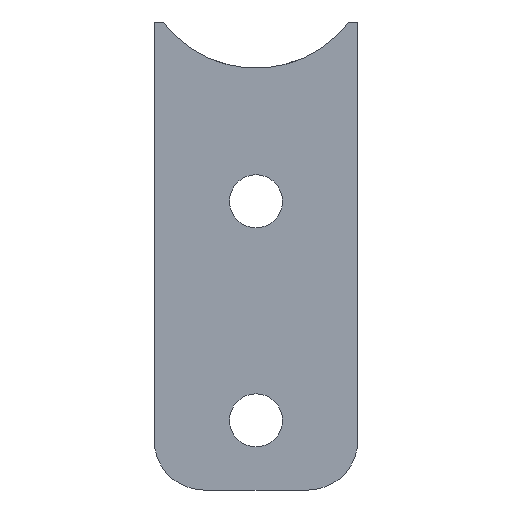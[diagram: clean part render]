
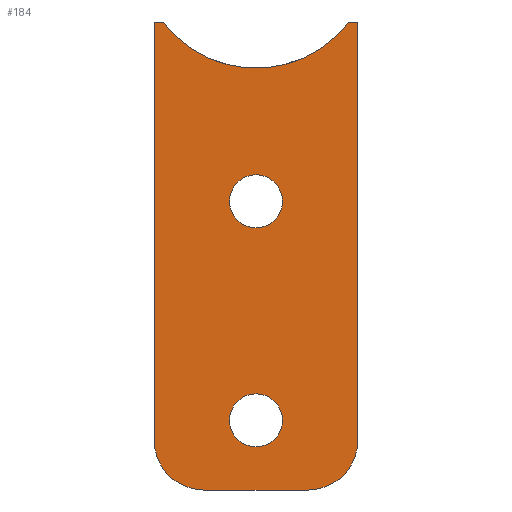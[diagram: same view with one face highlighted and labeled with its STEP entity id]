
A CAD part, front view. The second image highlights one B-rep face of the part: STEP entity #184.
In plain terms, the highlighted planar face has unit normal (0, -1, 0).
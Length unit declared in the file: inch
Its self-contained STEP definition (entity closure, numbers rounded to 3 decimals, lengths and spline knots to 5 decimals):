
#5 = VERTEX_POINT ( 'NONE', #370 ) ;
#29 = DIRECTION ( 'NONE',  ( 0., 0., -1. ) ) ;
#35 = EDGE_CURVE ( 'NONE', #672, #590, #78, .T. ) ;
#44 = DIRECTION ( 'NONE',  ( 0., -1., 0. ) ) ;
#48 = LINE ( 'NONE', #209, #60 ) ;
#50 = CARTESIAN_POINT ( 'NONE',  ( 0.51138, 0., -0.767 ) ) ;
#53 = EDGE_CURVE ( 'NONE', #350, #97, #459, .T. ) ;
#57 = VERTEX_POINT ( 'NONE', #739 ) ;
#59 = EDGE_CURVE ( 'NONE', #297, #185, #333, .T. ) ;
#60 = VECTOR ( 'NONE', #439, 39.37008 ) ;
#64 = DIRECTION ( 'NONE',  ( 0., -1., 0. ) ) ;
#78 = LINE ( 'NONE', #555, #244 ) ;
#83 = VERTEX_POINT ( 'NONE', #50 ) ;
#97 = VERTEX_POINT ( 'NONE', #647 ) ;
#99 = DIRECTION ( 'NONE',  ( 0., 0., -1. ) ) ;
#105 = CARTESIAN_POINT ( 'NONE',  ( 0.51138, 0., -2.133 ) ) ;
#136 = FACE_BOUND ( 'NONE', #362, .T. ) ;
#137 = CARTESIAN_POINT ( 'NONE',  ( 0.51138, 0., -2. ) ) ;
#151 = CIRCLE ( 'NONE', #591, 0.25 ) ;
#170 = CARTESIAN_POINT ( 'NONE',  ( 0.97701, 0., 0. ) ) ;
#178 = ORIENTED_EDGE ( 'NONE', *, *, #59, .F. ) ;
#180 = VECTOR ( 'NONE', #519, 39.37008 ) ;
#184 = ADVANCED_FACE ( 'NONE', ( #136, #204, #310 ), #670, .T. ) ;
#185 = VERTEX_POINT ( 'NONE', #614 ) ;
#186 = ORIENTED_EDGE ( 'NONE', *, *, #309, .F. ) ;
#189 = CIRCLE ( 'NONE', #406, 0.133 ) ;
#204 = FACE_BOUND ( 'NONE', #686, .T. ) ;
#209 = CARTESIAN_POINT ( 'NONE',  ( 0., 0., 0. ) ) ;
#215 = VECTOR ( 'NONE', #99, 39.37008 ) ;
#231 = EDGE_CURVE ( 'NONE', #672, #636, #151, .T. ) ;
#232 = VERTEX_POINT ( 'NONE', #618 ) ;
#239 = EDGE_CURVE ( 'NONE', #350, #57, #317, .T. ) ;
#240 = AXIS2_PLACEMENT_3D ( 'NONE', #729, #445, #512 ) ;
#244 = VECTOR ( 'NONE', #308, 39.37008 ) ;
#266 = CARTESIAN_POINT ( 'NONE',  ( 0.25, 0., -2.35 ) ) ;
#275 = LINE ( 'NONE', #568, #180 ) ;
#288 = VECTOR ( 'NONE', #658, 39.37008 ) ;
#297 = VERTEX_POINT ( 'NONE', #105 ) ;
#301 = ORIENTED_EDGE ( 'NONE', *, *, #685, .T. ) ;
#308 = DIRECTION ( 'NONE',  ( -1., 0., 0. ) ) ;
#309 = EDGE_CURVE ( 'NONE', #5, #83, #320, .T. ) ;
#310 = FACE_OUTER_BOUND ( 'NONE', #456, .T. ) ;
#317 = LINE ( 'NONE', #559, #288 ) ;
#319 = ORIENTED_EDGE ( 'NONE', *, *, #551, .F. ) ;
#320 = CIRCLE ( 'NONE', #357, 0.133 ) ;
#322 = AXIS2_PLACEMENT_3D ( 'NONE', #689, #44, #746 ) ;
#333 = CIRCLE ( 'NONE', #322, 0.133 ) ;
#335 = AXIS2_PLACEMENT_3D ( 'NONE', #137, #409, #29 ) ;
#344 = CARTESIAN_POINT ( 'NONE',  ( 0.77277, 0., -2.35 ) ) ;
#350 = VERTEX_POINT ( 'NONE', #170 ) ;
#357 = AXIS2_PLACEMENT_3D ( 'NONE', #386, #687, #633 ) ;
#362 = EDGE_LOOP ( 'NONE', ( #474, #178 ) ) ;
#367 = DIRECTION ( 'NONE',  ( 0., -1., 0. ) ) ;
#370 = CARTESIAN_POINT ( 'NONE',  ( 0.51138, 0., -1.033 ) ) ;
#379 = CARTESIAN_POINT ( 'NONE',  ( 0., 0., 0. ) ) ;
#382 = CARTESIAN_POINT ( 'NONE',  ( 0.77277, 0., -2.1 ) ) ;
#386 = CARTESIAN_POINT ( 'NONE',  ( 0.51138, 0., -0.9 ) ) ;
#391 = CARTESIAN_POINT ( 'NONE',  ( 1.02277, 0., 0. ) ) ;
#394 = AXIS2_PLACEMENT_3D ( 'NONE', #379, #367, #437 ) ;
#397 = DIRECTION ( 'NONE',  ( 0., 0., -1. ) ) ;
#406 = AXIS2_PLACEMENT_3D ( 'NONE', #630, #64, #582 ) ;
#407 = CARTESIAN_POINT ( 'NONE',  ( 0.25, 0., -2.1 ) ) ;
#409 = DIRECTION ( 'NONE',  ( 0., -1., 0. ) ) ;
#413 = EDGE_CURVE ( 'NONE', #232, #617, #275, .T. ) ;
#427 = CIRCLE ( 'NONE', #335, 0.133 ) ;
#437 = DIRECTION ( 'NONE',  ( 0., 0., -1. ) ) ;
#439 = DIRECTION ( 'NONE',  ( 1., 0., 0. ) ) ;
#440 = ORIENTED_EDGE ( 'NONE', *, *, #35, .F. ) ;
#445 = DIRECTION ( 'NONE',  ( 0., 1., 0. ) ) ;
#456 = EDGE_LOOP ( 'NONE', ( #440, #533, #319, #522, #596, #572, #718, #301 ) ) ;
#459 = CIRCLE ( 'NONE', #240, 0.5825 ) ;
#473 = EDGE_CURVE ( 'NONE', #185, #297, #427, .T. ) ;
#474 = ORIENTED_EDGE ( 'NONE', *, *, #473, .F. ) ;
#499 = DIRECTION ( 'NONE',  ( 0., 0., -1. ) ) ;
#512 = DIRECTION ( 'NONE',  ( 0., 0., -1. ) ) ;
#519 = DIRECTION ( 'NONE',  ( 0., 0., 1. ) ) ;
#522 = ORIENTED_EDGE ( 'NONE', *, *, #239, .F. ) ;
#533 = ORIENTED_EDGE ( 'NONE', *, *, #231, .T. ) ;
#551 = EDGE_CURVE ( 'NONE', #57, #636, #619, .T. ) ;
#555 = CARTESIAN_POINT ( 'NONE',  ( 0., 0., -2.35 ) ) ;
#559 = CARTESIAN_POINT ( 'NONE',  ( 0., 0., 0. ) ) ;
#563 = CARTESIAN_POINT ( 'NONE',  ( 0., 0., 0. ) ) ;
#568 = CARTESIAN_POINT ( 'NONE',  ( 0., 0., 0. ) ) ;
#572 = ORIENTED_EDGE ( 'NONE', *, *, #652, .F. ) ;
#582 = DIRECTION ( 'NONE',  ( 0., 0., -1. ) ) ;
#590 = VERTEX_POINT ( 'NONE', #266 ) ;
#591 = AXIS2_PLACEMENT_3D ( 'NONE', #382, #719, #499 ) ;
#596 = ORIENTED_EDGE ( 'NONE', *, *, #53, .T. ) ;
#614 = CARTESIAN_POINT ( 'NONE',  ( 0.51138, 0., -1.867 ) ) ;
#617 = VERTEX_POINT ( 'NONE', #563 ) ;
#618 = CARTESIAN_POINT ( 'NONE',  ( 0., 0., -2.1 ) ) ;
#619 = LINE ( 'NONE', #391, #215 ) ;
#630 = CARTESIAN_POINT ( 'NONE',  ( 0.51138, 0., -0.9 ) ) ;
#632 = ORIENTED_EDGE ( 'NONE', *, *, #710, .F. ) ;
#633 = DIRECTION ( 'NONE',  ( 0., 0., -1. ) ) ;
#636 = VERTEX_POINT ( 'NONE', #731 ) ;
#644 = DIRECTION ( 'NONE',  ( 0., -1., 0. ) ) ;
#647 = CARTESIAN_POINT ( 'NONE',  ( 0.04576, 0., 0. ) ) ;
#652 = EDGE_CURVE ( 'NONE', #617, #97, #48, .T. ) ;
#653 = AXIS2_PLACEMENT_3D ( 'NONE', #407, #644, #397 ) ;
#658 = DIRECTION ( 'NONE',  ( 1., 0., 0. ) ) ;
#670 = PLANE ( 'NONE',  #394 ) ;
#672 = VERTEX_POINT ( 'NONE', #344 ) ;
#685 = EDGE_CURVE ( 'NONE', #232, #590, #705, .T. ) ;
#686 = EDGE_LOOP ( 'NONE', ( #632, #186 ) ) ;
#687 = DIRECTION ( 'NONE',  ( 0., -1., 0. ) ) ;
#689 = CARTESIAN_POINT ( 'NONE',  ( 0.51138, 0., -2. ) ) ;
#705 = CIRCLE ( 'NONE', #653, 0.25 ) ;
#710 = EDGE_CURVE ( 'NONE', #83, #5, #189, .T. ) ;
#718 = ORIENTED_EDGE ( 'NONE', *, *, #413, .F. ) ;
#719 = DIRECTION ( 'NONE',  ( 0., -1., 0. ) ) ;
#729 = CARTESIAN_POINT ( 'NONE',  ( 0.51138, 0., 0.35 ) ) ;
#731 = CARTESIAN_POINT ( 'NONE',  ( 1.02277, 0., -2.1 ) ) ;
#739 = CARTESIAN_POINT ( 'NONE',  ( 1.02277, 0., 0. ) ) ;
#746 = DIRECTION ( 'NONE',  ( 0., 0., -1. ) ) ;
